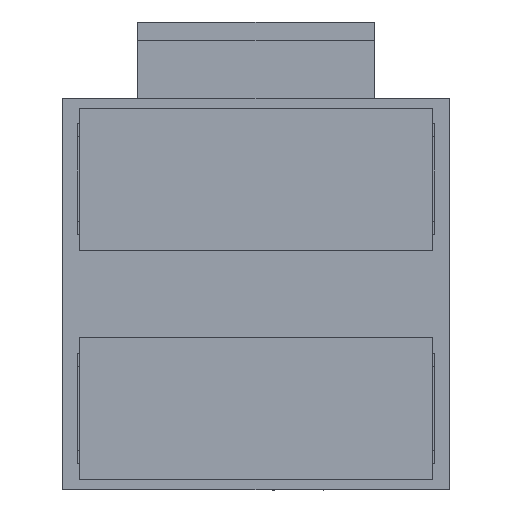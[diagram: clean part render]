
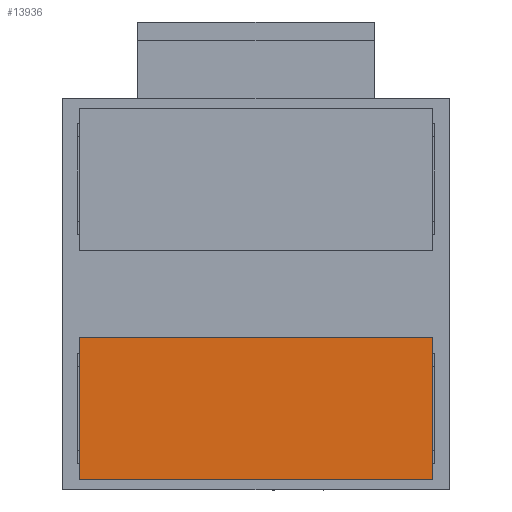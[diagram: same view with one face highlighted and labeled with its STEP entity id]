
A CAD part, front view. The second image highlights one B-rep face of the part: STEP entity #13936.
In plain terms, the highlighted planar face has unit normal (0, -1, 0).
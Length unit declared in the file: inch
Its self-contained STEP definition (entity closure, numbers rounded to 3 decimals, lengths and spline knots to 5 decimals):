
#2318 = FACE_OUTER_BOUND ( 'NONE', #12431, .T. ) ;
#3347 = EDGE_CURVE ( 'NONE', #14807, #14808, #5678, .T. ) ;
#3349 = EDGE_CURVE ( 'NONE', #14808, #14809, #5676, .T. ) ;
#3351 = EDGE_CURVE ( 'NONE', #14809, #14810, #5686, .T. ) ;
#3361 = EDGE_CURVE ( 'NONE', #14810, #14807, #5706, .T. ) ;
#3849 = ORIENTED_EDGE ( 'NONE', *, *, #3349, .F. ) ;
#3850 = ORIENTED_EDGE ( 'NONE', *, *, #3351, .F. ) ;
#3851 = ORIENTED_EDGE ( 'NONE', *, *, #3361, .F. ) ;
#3852 = ORIENTED_EDGE ( 'NONE', *, *, #3347, .F. ) ;
#5676 = LINE ( 'NONE', #9373, #5685 ) ;
#5678 = LINE ( 'NONE', #9178, #5681 ) ;
#5681 = VECTOR ( 'NONE', #9207, 39.37008 ) ;
#5685 = VECTOR ( 'NONE', #9243, 39.37008 ) ;
#5686 = LINE ( 'NONE', #9304, #5689 ) ;
#5689 = VECTOR ( 'NONE', #9295, 39.37008 ) ;
#5706 = LINE ( 'NONE', #9150, #5709 ) ;
#5709 = VECTOR ( 'NONE', #9117, 39.37008 ) ;
#9117 = DIRECTION ( 'NONE',  ( -1., 0., 0. ) ) ;
#9150 = CARTESIAN_POINT ( 'NONE',  ( -0.3725, 0., -0.15 ) ) ;
#9178 = CARTESIAN_POINT ( 'NONE',  ( -0.3725, 0., -0.15 ) ) ;
#9207 = DIRECTION ( 'NONE',  ( 0., 0., 1. ) ) ;
#9243 = DIRECTION ( 'NONE',  ( 1., 0., 0. ) ) ;
#9295 = DIRECTION ( 'NONE',  ( 0., 0., -1. ) ) ;
#9304 = CARTESIAN_POINT ( 'NONE',  ( 0.3725, 0., -0.15 ) ) ;
#9373 = CARTESIAN_POINT ( 'NONE',  ( -0.3725, 0., 0.15 ) ) ;
#11306 = AXIS2_PLACEMENT_3D ( 'NONE', #17224, #17233, #17234 ) ;
#12431 = EDGE_LOOP ( 'NONE', ( #3852, #3851, #3850, #3849 ) ) ;
#13936 = ADVANCED_FACE ( 'NONE', ( #2318 ), #17231, .F. ) ;
#14807 = VERTEX_POINT ( 'NONE', #19431 ) ;
#14808 = VERTEX_POINT ( 'NONE', #19432 ) ;
#14809 = VERTEX_POINT ( 'NONE', #19433 ) ;
#14810 = VERTEX_POINT ( 'NONE', #19434 ) ;
#17224 = CARTESIAN_POINT ( 'NONE',  ( -0.3725, 0., 0.15 ) ) ;
#17231 = PLANE ( 'NONE',  #11306 ) ;
#17233 = DIRECTION ( 'NONE',  ( 0., 1., 0. ) ) ;
#17234 = DIRECTION ( 'NONE',  ( 0., 0., 1. ) ) ;
#19431 = CARTESIAN_POINT ( 'NONE',  ( -0.3725, 0., -0.15 ) ) ;
#19432 = CARTESIAN_POINT ( 'NONE',  ( -0.3725, 0., 0.15 ) ) ;
#19433 = CARTESIAN_POINT ( 'NONE',  ( 0.3725, 0., 0.15 ) ) ;
#19434 = CARTESIAN_POINT ( 'NONE',  ( 0.3725, 0., -0.15 ) ) ;
